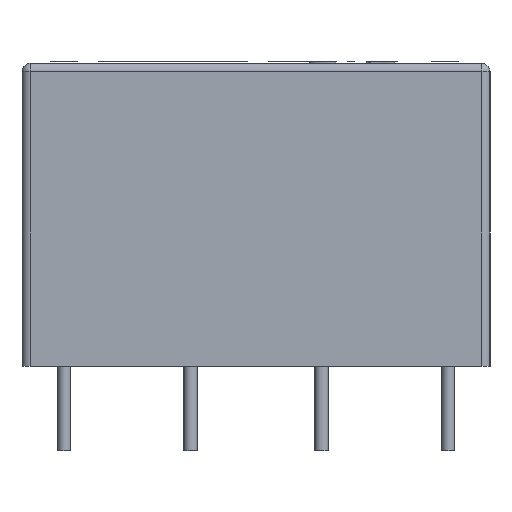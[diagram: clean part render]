
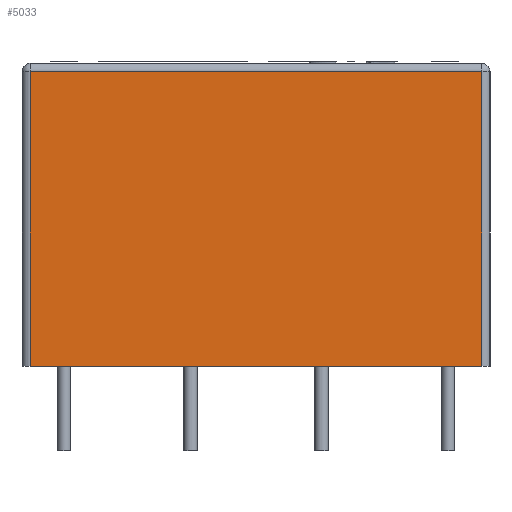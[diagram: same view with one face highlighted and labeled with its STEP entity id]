
A CAD part, left-side view. The second image highlights one B-rep face of the part: STEP entity #5033.
In plain terms, the highlighted planar face has unit normal (-1, 0, 0).
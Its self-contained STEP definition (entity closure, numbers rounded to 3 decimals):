
#242=PLANE('',#5209);
#591=FACE_OUTER_BOUND('',#773,.T.);
#773=EDGE_LOOP('',(#4130,#4131,#4132,#4133));
#945=LINE('',#6712,#1033);
#947=LINE('',#6719,#1035);
#950=LINE('',#6726,#1038);
#956=LINE('',#6740,#1044);
#1033=VECTOR('',#5504,10.);
#1035=VECTOR('',#5512,10.);
#1038=VECTOR('',#5519,10.);
#1044=VECTOR('',#5537,10.);
#1998=VERTEX_POINT('',#6702);
#1999=VERTEX_POINT('',#6706);
#2002=VERTEX_POINT('',#6717);
#2003=VERTEX_POINT('',#6722);
#2959=EDGE_CURVE('',#1999,#1998,#945,.T.);
#2962=EDGE_CURVE('',#2002,#1999,#947,.T.);
#2966=EDGE_CURVE('',#1998,#2003,#950,.T.);
#2973=EDGE_CURVE('',#2002,#2003,#956,.T.);
#4130=ORIENTED_EDGE('',*,*,#2962,.F.);
#4131=ORIENTED_EDGE('',*,*,#2973,.T.);
#4132=ORIENTED_EDGE('',*,*,#2966,.F.);
#4133=ORIENTED_EDGE('',*,*,#2959,.F.);
#5033=ADVANCED_FACE('',(#591),#242,.T.);
#5209=AXIS2_PLACEMENT_3D('',#6743,#5541,#5542);
#5504=DIRECTION('',(0.,-1.,0.));
#5512=DIRECTION('',(0.,0.,1.));
#5519=DIRECTION('',(0.,0.,-1.));
#5537=DIRECTION('',(0.,-1.,0.));
#5541=DIRECTION('center_axis',(-1.,0.,0.));
#5542=DIRECTION('ref_axis',(0.,-1.,0.));
#6702=CARTESIAN_POINT('',(-19.111,-11.166,17.51));
#6706=CARTESIAN_POINT('',(-19.111,15.634,17.51));
#6712=CARTESIAN_POINT('',(-19.111,9.184,17.51));
#6717=CARTESIAN_POINT('',(-19.111,15.634,0.));
#6719=CARTESIAN_POINT('',(-19.111,15.634,0.));
#6722=CARTESIAN_POINT('',(-19.111,-11.166,0.));
#6726=CARTESIAN_POINT('',(-19.111,-11.166,0.));
#6740=CARTESIAN_POINT('',(-19.111,16.134,0.));
#6743=CARTESIAN_POINT('Origin',(-19.111,16.134,0.));
